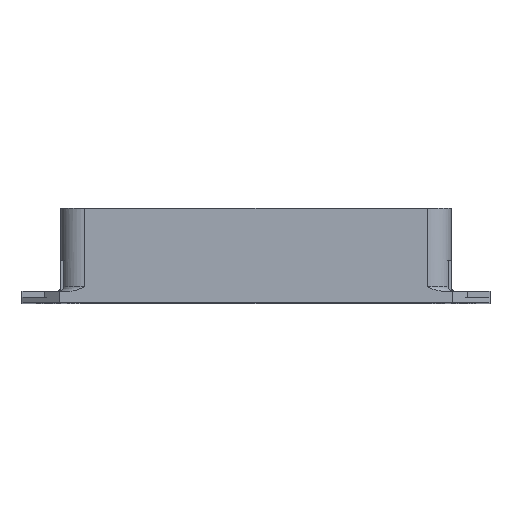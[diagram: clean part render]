
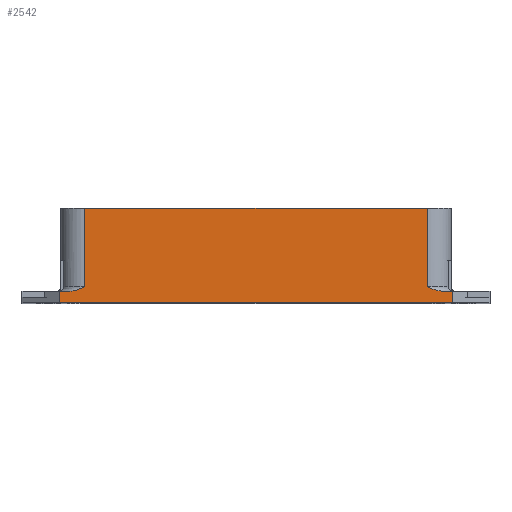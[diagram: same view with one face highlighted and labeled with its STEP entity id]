
A CAD part, top view. The second image highlights one B-rep face of the part: STEP entity #2542.
In plain terms, the highlighted planar face has unit normal (0, 0, 1).
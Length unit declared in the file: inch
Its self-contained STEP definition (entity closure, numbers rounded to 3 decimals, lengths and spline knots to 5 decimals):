
#69 = CARTESIAN_POINT ( 'NONE',  ( 2.97536, 0.0825, 4.569 ) ) ;
#79 = VERTEX_POINT ( 'NONE', #1081 ) ;
#140 = CARTESIAN_POINT ( 'NONE',  ( 2.91266, 0.09538, 4.569 ) ) ;
#141 = ORIENTED_EDGE ( 'NONE', *, *, #585, .T. ) ;
#164 = EDGE_CURVE ( 'NONE', #886, #79, #1778, .T. ) ;
#189 = VERTEX_POINT ( 'NONE', #350 ) ;
#191 = CARTESIAN_POINT ( 'NONE',  ( 3.04, 0.0825, 4.569 ) ) ;
#220 = DIRECTION ( 'NONE',  ( 0., 0., -1. ) ) ;
#241 = CARTESIAN_POINT ( 'NONE',  ( 0.33964, 0.0825, 4.569 ) ) ;
#253 = DIRECTION ( 'NONE',  ( 0., -1., 0. ) ) ;
#290 = DIRECTION ( 'NONE',  ( -1., 0., 0. ) ) ;
#296 = CARTESIAN_POINT ( 'NONE',  ( 2.87, 0.671, 4.569 ) ) ;
#305 = ORIENTED_EDGE ( 'NONE', *, *, #3047, .T. ) ;
#337 = DIRECTION ( 'NONE',  ( 0., 1., 0. ) ) ;
#350 = CARTESIAN_POINT ( 'NONE',  ( 3.05056, 0., 4.569 ) ) ;
#360 = LINE ( 'NONE', #1813, #1226 ) ;
#410 = DIRECTION ( 'NONE',  ( -1., 0., 0. ) ) ;
#455 = CARTESIAN_POINT ( 'NONE',  ( 0.41109, 0.09822, 4.569 ) ) ;
#488 = ORIENTED_EDGE ( 'NONE', *, *, #895, .F. ) ;
#585 = EDGE_CURVE ( 'NONE', #3022, #990, #2078, .T. ) ;
#610 = CARTESIAN_POINT ( 'NONE',  ( 2.96608, 0.0825, 4.569 ) ) ;
#622 = CARTESIAN_POINT ( 'NONE',  ( 2.87, 0., 4.569 ) ) ;
#686 = DIRECTION ( 'NONE',  ( 0., 1., 0. ) ) ;
#717 = CARTESIAN_POINT ( 'NONE',  ( 0.33964, 0.0825, 4.569 ) ) ;
#802 = LINE ( 'NONE', #1751, #1381 ) ;
#844 = B_SPLINE_CURVE_WITH_KNOTS ( 'NONE', 3,
 ( #1227, #1960, #455, #2937, #2692, #1241, #2906, #241 ),
 .UNSPECIFIED., .F., .F.,
 ( 4, 2, 2, 4 ),
 ( -0.00001, 0.00139, 0.00209, 0.00279 ),
 .UNSPECIFIED. ) ;
#886 = VERTEX_POINT ( 'NONE', #69 ) ;
#890 = EDGE_LOOP ( 'NONE', ( #141, #488, #305, #3178, #1991, #2165, #1749, #1539, #1983, #2397 ) ) ;
#895 = EDGE_CURVE ( 'NONE', #3016, #990, #1090, .T. ) ;
#914 = CARTESIAN_POINT ( 'NONE',  ( 2.957, 0.08365, 4.569 ) ) ;
#948 = EDGE_CURVE ( 'NONE', #1469, #2038, #1581, .T. ) ;
#990 = VERTEX_POINT ( 'NONE', #2041 ) ;
#1001 = DIRECTION ( 'NONE',  ( 1., 0., 0. ) ) ;
#1074 = CARTESIAN_POINT ( 'NONE',  ( 0.26444, 0., 4.569 ) ) ;
#1081 = CARTESIAN_POINT ( 'NONE',  ( 2.87, 0.1125, 4.569 ) ) ;
#1090 = LINE ( 'NONE', #1074, #1756 ) ;
#1103 = VERTEX_POINT ( 'NONE', #3107 ) ;
#1144 = EDGE_CURVE ( 'NONE', #79, #1469, #3074, .T. ) ;
#1154 = CARTESIAN_POINT ( 'NONE',  ( 2.87, 0.1125, 4.569 ) ) ;
#1177 = CARTESIAN_POINT ( 'NONE',  ( 0.445, 0.671, 4.569 ) ) ;
#1195 = DIRECTION ( 'NONE',  ( -1., 0., 0. ) ) ;
#1226 = VECTOR ( 'NONE', #337, 39.37008 ) ;
#1227 = CARTESIAN_POINT ( 'NONE',  ( 0.445, 0.1125, 4.569 ) ) ;
#1241 = CARTESIAN_POINT ( 'NONE',  ( 0.358, 0.08365, 4.569 ) ) ;
#1381 = VECTOR ( 'NONE', #253, 39.37008 ) ;
#1402 = CARTESIAN_POINT ( 'NONE',  ( 0.26444, 0., 4.569 ) ) ;
#1458 = LINE ( 'NONE', #191, #2052 ) ;
#1469 = VERTEX_POINT ( 'NONE', #296 ) ;
#1521 = VERTEX_POINT ( 'NONE', #1802 ) ;
#1539 = ORIENTED_EDGE ( 'NONE', *, *, #948, .T. ) ;
#1581 = LINE ( 'NONE', #3008, #2527 ) ;
#1590 = CARTESIAN_POINT ( 'NONE',  ( 2.88696, 0.10538, 4.569 ) ) ;
#1604 = CARTESIAN_POINT ( 'NONE',  ( 0., 0.0825, 4.569 ) ) ;
#1671 = EDGE_CURVE ( 'NONE', #1103, #3022, #844, .T. ) ;
#1681 = VECTOR ( 'NONE', #1001, 39.37008 ) ;
#1749 = ORIENTED_EDGE ( 'NONE', *, *, #1144, .T. ) ;
#1751 = CARTESIAN_POINT ( 'NONE',  ( 0.445, 0., 4.569 ) ) ;
#1756 = VECTOR ( 'NONE', #3040, 39.37008 ) ;
#1778 = B_SPLINE_CURVE_WITH_KNOTS ( 'NONE', 3,
 ( #2584, #610, #914, #2110, #1889, #140, #1838, #1590, #2623, #1154 ),
 .UNSPECIFIED., .F., .F.,
 ( 4, 2, 2, 2, 4 ),
 ( 0., 0.0007, 0.00139, 0.00209, 0.00279 ),
 .UNSPECIFIED. ) ;
#1802 = CARTESIAN_POINT ( 'NONE',  ( 3.05056, 0.0825, 4.569 ) ) ;
#1813 = CARTESIAN_POINT ( 'NONE',  ( 3.05056, 0., 4.569 ) ) ;
#1838 = CARTESIAN_POINT ( 'NONE',  ( 2.90405, 0.0986, 4.569 ) ) ;
#1889 = CARTESIAN_POINT ( 'NONE',  ( 2.93017, 0.0897, 4.569 ) ) ;
#1904 = DIRECTION ( 'NONE',  ( -1., 0., 0. ) ) ;
#1960 = CARTESIAN_POINT ( 'NONE',  ( 0.42805, 0.10538, 4.569 ) ) ;
#1965 = CARTESIAN_POINT ( 'NONE',  ( 0., 0., 4.569 ) ) ;
#1978 = EDGE_CURVE ( 'NONE', #1521, #886, #1458, .T. ) ;
#1983 = ORIENTED_EDGE ( 'NONE', *, *, #2224, .T. ) ;
#1991 = ORIENTED_EDGE ( 'NONE', *, *, #1978, .T. ) ;
#2038 = VERTEX_POINT ( 'NONE', #1177 ) ;
#2041 = CARTESIAN_POINT ( 'NONE',  ( 0.26444, 0.0825, 4.569 ) ) ;
#2052 = VECTOR ( 'NONE', #1195, 39.37008 ) ;
#2078 = LINE ( 'NONE', #1604, #2591 ) ;
#2110 = CARTESIAN_POINT ( 'NONE',  ( 2.93905, 0.08723, 4.569 ) ) ;
#2165 = ORIENTED_EDGE ( 'NONE', *, *, #164, .T. ) ;
#2203 = FACE_OUTER_BOUND ( 'NONE', #890, .T. ) ;
#2224 = EDGE_CURVE ( 'NONE', #2038, #1103, #802, .T. ) ;
#2393 = PLANE ( 'NONE',  #2563 ) ;
#2397 = ORIENTED_EDGE ( 'NONE', *, *, #1671, .T. ) ;
#2527 = VECTOR ( 'NONE', #290, 39.37008 ) ;
#2542 = ADVANCED_FACE ( 'NONE', ( #2203 ), #2393, .F. ) ;
#2563 = AXIS2_PLACEMENT_3D ( 'NONE', #1965, #220, #410 ) ;
#2584 = CARTESIAN_POINT ( 'NONE',  ( 2.97536, 0.0825, 4.569 ) ) ;
#2591 = VECTOR ( 'NONE', #1904, 39.37008 ) ;
#2623 = CARTESIAN_POINT ( 'NONE',  ( 2.87843, 0.10896, 4.569 ) ) ;
#2647 = LINE ( 'NONE', #3106, #1681 ) ;
#2692 = CARTESIAN_POINT ( 'NONE',  ( 0.37595, 0.08723, 4.569 ) ) ;
#2806 = EDGE_CURVE ( 'NONE', #189, #1521, #360, .T. ) ;
#2906 = CARTESIAN_POINT ( 'NONE',  ( 0.34892, 0.0825, 4.569 ) ) ;
#2937 = CARTESIAN_POINT ( 'NONE',  ( 0.38483, 0.0897, 4.569 ) ) ;
#3008 = CARTESIAN_POINT ( 'NONE',  ( 0.275, 0.671, 4.569 ) ) ;
#3016 = VERTEX_POINT ( 'NONE', #1402 ) ;
#3022 = VERTEX_POINT ( 'NONE', #717 ) ;
#3040 = DIRECTION ( 'NONE',  ( 0., 1., 0. ) ) ;
#3047 = EDGE_CURVE ( 'NONE', #3016, #189, #2647, .T. ) ;
#3074 = LINE ( 'NONE', #622, #3150 ) ;
#3106 = CARTESIAN_POINT ( 'NONE',  ( 3.315, 0., 4.569 ) ) ;
#3107 = CARTESIAN_POINT ( 'NONE',  ( 0.445, 0.1125, 4.569 ) ) ;
#3150 = VECTOR ( 'NONE', #686, 39.37008 ) ;
#3178 = ORIENTED_EDGE ( 'NONE', *, *, #2806, .T. ) ;
